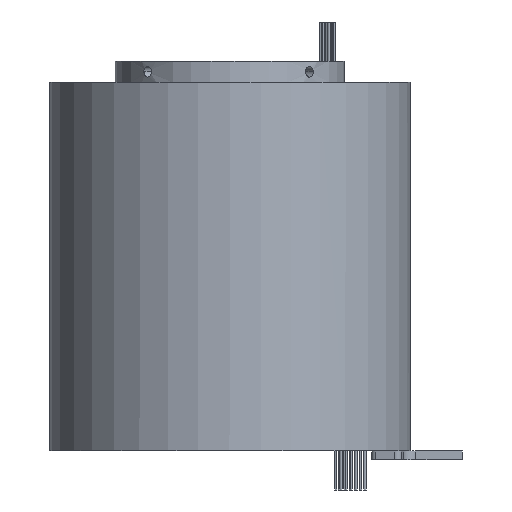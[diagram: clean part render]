
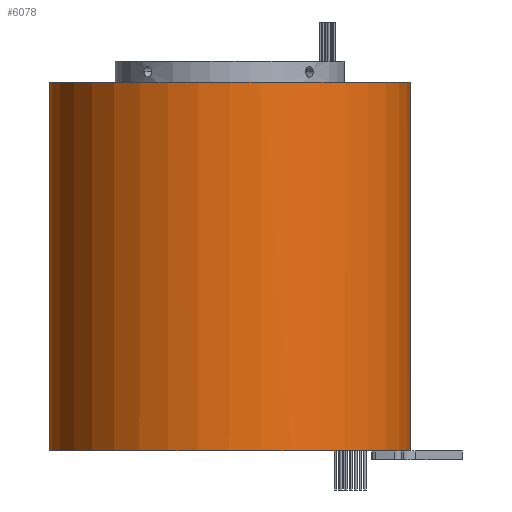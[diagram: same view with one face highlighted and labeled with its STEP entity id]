
A CAD part, front view. The second image highlights one B-rep face of the part: STEP entity #6078.
In plain terms, the highlighted cylindrical face has radius 101.5 mm (diameter 203 mm), a partial arc.
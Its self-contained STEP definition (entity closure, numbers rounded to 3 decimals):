
#126 = AXIS2_PLACEMENT_3D ( 'NONE', #2844, #717, #2322 ) ;
#547 = DIRECTION ( 'NONE',  ( 0., 0., -1. ) ) ;
#664 = CARTESIAN_POINT ( 'NONE',  ( 99.899, -17.956, 0. ) ) ;
#717 = DIRECTION ( 'NONE',  ( 0., 0., -1. ) ) ;
#864 = CARTESIAN_POINT ( 'NONE',  ( -101.5, 0., 0. ) ) ;
#973 = CARTESIAN_POINT ( 'NONE',  ( -101.5, 0., 219.5 ) ) ;
#1030 = EDGE_CURVE ( 'NONE', #5864, #6424, #3929, .T. ) ;
#1352 = ORIENTED_EDGE ( 'NONE', *, *, #1652, .T. ) ;
#1652 = EDGE_CURVE ( 'NONE', #1729, #6424, #6620, .T. ) ;
#1656 = DIRECTION ( 'NONE',  ( 0., 0., -1. ) ) ;
#1729 = VERTEX_POINT ( 'NONE', #664 ) ;
#2107 = CARTESIAN_POINT ( 'NONE',  ( 101.5, 0., 207.5 ) ) ;
#2148 = VECTOR ( 'NONE', #5791, 1000. ) ;
#2192 = CARTESIAN_POINT ( 'NONE',  ( 101.5, 0., 219.5 ) ) ;
#2236 = FACE_OUTER_BOUND ( 'NONE', #5909, .T. ) ;
#2322 = DIRECTION ( 'NONE',  ( -1., 0., 0. ) ) ;
#2695 = DIRECTION ( 'NONE',  ( 0., 0., 1. ) ) ;
#2732 = ORIENTED_EDGE ( 'NONE', *, *, #5787, .T. ) ;
#2796 = VERTEX_POINT ( 'NONE', #864 ) ;
#2844 = CARTESIAN_POINT ( 'NONE',  ( 0., 0., 219.5 ) ) ;
#3104 = CARTESIAN_POINT ( 'NONE',  ( 0., 0., 0. ) ) ;
#3473 = CYLINDRICAL_SURFACE ( 'NONE', #126, 101.5 ) ;
#3558 = LINE ( 'NONE', #973, #2148 ) ;
#3627 = DIRECTION ( 'NONE',  ( 1., 0., 0. ) ) ;
#3707 = CARTESIAN_POINT ( 'NONE',  ( 0., 0., 207.5 ) ) ;
#3717 = VERTEX_POINT ( 'NONE', #5904 ) ;
#3757 = VECTOR ( 'NONE', #1656, 1000. ) ;
#3761 = CARTESIAN_POINT ( 'NONE',  ( 101.5, 0., 0. ) ) ;
#3929 = LINE ( 'NONE', #2192, #3757 ) ;
#4241 = DIRECTION ( 'NONE',  ( -1., 0., 0. ) ) ;
#4370 = CIRCLE ( 'NONE', #4727, 101.5 ) ;
#4439 = ORIENTED_EDGE ( 'NONE', *, *, #6875, .T. ) ;
#4632 = CIRCLE ( 'NONE', #4910, 101.5 ) ;
#4727 = AXIS2_PLACEMENT_3D ( 'NONE', #5900, #2695, #6444 ) ;
#4910 = AXIS2_PLACEMENT_3D ( 'NONE', #3707, #547, #4241 ) ;
#5230 = ORIENTED_EDGE ( 'NONE', *, *, #1030, .F. ) ;
#5368 = EDGE_CURVE ( 'NONE', #5864, #3717, #4632, .T. ) ;
#5787 = EDGE_CURVE ( 'NONE', #3717, #2796, #3558, .T. ) ;
#5791 = DIRECTION ( 'NONE',  ( 0., 0., -1. ) ) ;
#5834 = ORIENTED_EDGE ( 'NONE', *, *, #5368, .T. ) ;
#5864 = VERTEX_POINT ( 'NONE', #2107 ) ;
#5900 = CARTESIAN_POINT ( 'NONE',  ( 0., 0., 0. ) ) ;
#5904 = CARTESIAN_POINT ( 'NONE',  ( -101.5, 0., 207.5 ) ) ;
#5909 = EDGE_LOOP ( 'NONE', ( #5230, #5834, #2732, #4439, #1352 ) ) ;
#5912 = AXIS2_PLACEMENT_3D ( 'NONE', #3104, #6841, #3627 ) ;
#6078 = ADVANCED_FACE ( 'NONE', ( #2236 ), #3473, .T. ) ;
#6424 = VERTEX_POINT ( 'NONE', #3761 ) ;
#6444 = DIRECTION ( 'NONE',  ( 1., 0., 0. ) ) ;
#6620 = CIRCLE ( 'NONE', #5912, 101.5 ) ;
#6841 = DIRECTION ( 'NONE',  ( 0., 0., 1. ) ) ;
#6875 = EDGE_CURVE ( 'NONE', #2796, #1729, #4370, .T. ) ;
